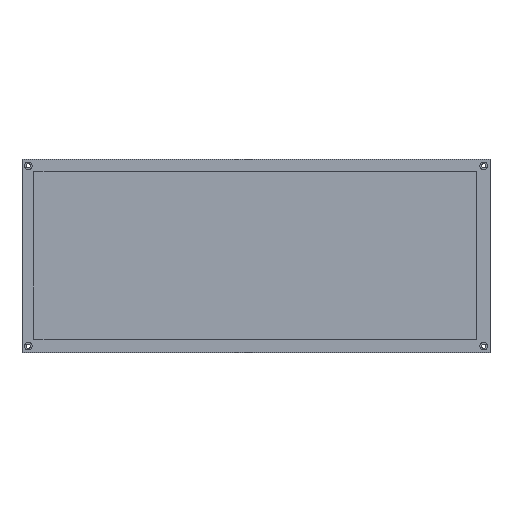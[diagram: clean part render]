
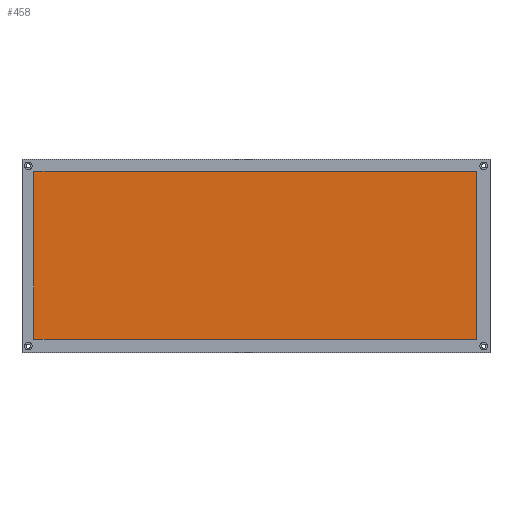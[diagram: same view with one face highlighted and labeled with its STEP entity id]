
A CAD part, top view. The second image highlights one B-rep face of the part: STEP entity #458.
In plain terms, the highlighted planar face has unit normal (0, 0, 1).
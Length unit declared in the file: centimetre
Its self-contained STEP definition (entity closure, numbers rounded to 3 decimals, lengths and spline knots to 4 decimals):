
#68=FACE_OUTER_BOUND('',#99,.T.);
#99=EDGE_LOOP('',(#319,#320,#321,#322));
#147=LINE('',#710,#183);
#148=LINE('',#712,#184);
#149=LINE('',#714,#185);
#150=LINE('',#715,#186);
#183=VECTOR('',#562,1.);
#184=VECTOR('',#563,1.);
#185=VECTOR('',#564,1.);
#186=VECTOR('',#565,1.);
#219=VERTEX_POINT('',#708);
#220=VERTEX_POINT('',#709);
#221=VERTEX_POINT('',#711);
#222=VERTEX_POINT('',#713);
#259=EDGE_CURVE('',#219,#220,#147,.T.);
#260=EDGE_CURVE('',#221,#219,#148,.T.);
#261=EDGE_CURVE('',#222,#221,#149,.T.);
#262=EDGE_CURVE('',#220,#222,#150,.T.);
#319=ORIENTED_EDGE('',*,*,#259,.F.);
#320=ORIENTED_EDGE('',*,*,#260,.F.);
#321=ORIENTED_EDGE('',*,*,#261,.F.);
#322=ORIENTED_EDGE('',*,*,#262,.F.);
#439=PLANE('',#503);
#458=ADVANCED_FACE('',(#68),#439,.T.);
#503=AXIS2_PLACEMENT_3D('',#707,#560,#561);
#560=DIRECTION('center_axis',(0.,0.,1.));
#561=DIRECTION('ref_axis',(1.,0.,0.));
#562=DIRECTION('',(0.,1.,0.));
#563=DIRECTION('',(-1.,0.,0.));
#564=DIRECTION('',(0.,-1.,0.));
#565=DIRECTION('',(1.,0.,0.));
#707=CARTESIAN_POINT('Origin',(-232.45,131.65,0.3));
#708=CARTESIAN_POINT('',(-250.,125.,0.3));
#709=CARTESIAN_POINT('',(-250.,138.3,0.3));
#710=CARTESIAN_POINT('',(-250.,128.325,0.3));
#711=CARTESIAN_POINT('',(-214.9,125.,0.3));
#712=CARTESIAN_POINT('',(-223.675,125.,0.3));
#713=CARTESIAN_POINT('',(-214.9,138.3,0.3));
#714=CARTESIAN_POINT('',(-214.9,134.975,0.3));
#715=CARTESIAN_POINT('',(-241.225,138.3,0.3));
